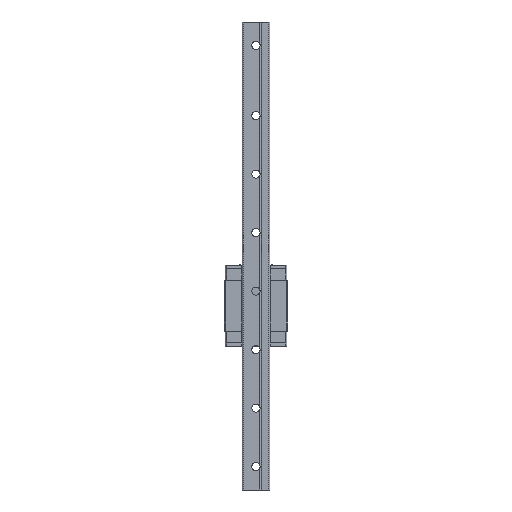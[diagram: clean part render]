
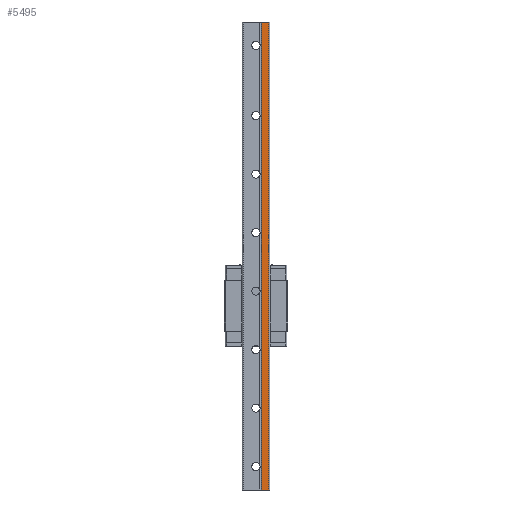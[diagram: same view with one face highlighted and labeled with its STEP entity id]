
A CAD part, front view. The second image highlights one B-rep face of the part: STEP entity #5495.
In plain terms, the highlighted planar face has unit normal (0, -1, 0).
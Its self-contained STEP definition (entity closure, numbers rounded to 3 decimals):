
#358 = CARTESIAN_POINT ( 'NONE',  ( 2.393, -5.5, 100. ) ) ;
#863 = EDGE_LOOP ( 'NONE', ( #17369, #16771, #9891, #6102 ) ) ;
#1297 = VECTOR ( 'NONE', #2595, 1000. ) ;
#1487 = AXIS2_PLACEMENT_3D ( 'NONE', #5013, #17208, #2049 ) ;
#2049 = DIRECTION ( 'NONE',  ( 0., 0., 1. ) ) ;
#2542 = CARTESIAN_POINT ( 'NONE',  ( 2.393, -5.5, -100. ) ) ;
#2560 = FACE_OUTER_BOUND ( 'NONE', #863, .T. ) ;
#2595 = DIRECTION ( 'NONE',  ( 1., 0., 0. ) ) ;
#3788 = EDGE_CURVE ( 'NONE', #12023, #12238, #5321, .T. ) ;
#4506 = VERTEX_POINT ( 'NONE', #14368 ) ;
#4673 = DIRECTION ( 'NONE',  ( 1., 0., 0. ) ) ;
#5013 = CARTESIAN_POINT ( 'NONE',  ( 2.393, -5.5, 100. ) ) ;
#5301 = EDGE_CURVE ( 'NONE', #12238, #4506, #6302, .T. ) ;
#5321 = LINE ( 'NONE', #15919, #10682 ) ;
#5495 = ADVANCED_FACE ( 'NONE', ( #2560 ), #11699, .F. ) ;
#6102 = ORIENTED_EDGE ( 'NONE', *, *, #3788, .T. ) ;
#6302 = LINE ( 'NONE', #2542, #1297 ) ;
#6398 = EDGE_CURVE ( 'NONE', #12023, #7049, #15755, .T. ) ;
#6436 = CARTESIAN_POINT ( 'NONE',  ( 5.484, -5.5, 100. ) ) ;
#7049 = VERTEX_POINT ( 'NONE', #6436 ) ;
#7528 = CARTESIAN_POINT ( 'NONE',  ( 2.393, -5.5, 100. ) ) ;
#8968 = DIRECTION ( 'NONE',  ( 0., 0., -1. ) ) ;
#9891 = ORIENTED_EDGE ( 'NONE', *, *, #6398, .F. ) ;
#9971 = DIRECTION ( 'NONE',  ( 0., 0., -1. ) ) ;
#10682 = VECTOR ( 'NONE', #8968, 1000. ) ;
#11368 = EDGE_CURVE ( 'NONE', #7049, #4506, #15192, .T. ) ;
#11478 = VECTOR ( 'NONE', #9971, 1000. ) ;
#11699 = PLANE ( 'NONE',  #1487 ) ;
#12023 = VERTEX_POINT ( 'NONE', #358 ) ;
#12238 = VERTEX_POINT ( 'NONE', #16448 ) ;
#13924 = CARTESIAN_POINT ( 'NONE',  ( 5.484, -5.5, 100. ) ) ;
#14368 = CARTESIAN_POINT ( 'NONE',  ( 5.484, -5.5, -100. ) ) ;
#14444 = VECTOR ( 'NONE', #4673, 1000. ) ;
#15192 = LINE ( 'NONE', #13924, #11478 ) ;
#15755 = LINE ( 'NONE', #7528, #14444 ) ;
#15919 = CARTESIAN_POINT ( 'NONE',  ( 2.393, -5.5, 100. ) ) ;
#16448 = CARTESIAN_POINT ( 'NONE',  ( 2.393, -5.5, -100. ) ) ;
#16771 = ORIENTED_EDGE ( 'NONE', *, *, #11368, .F. ) ;
#17208 = DIRECTION ( 'NONE',  ( 0., 1., 0. ) ) ;
#17369 = ORIENTED_EDGE ( 'NONE', *, *, #5301, .T. ) ;
